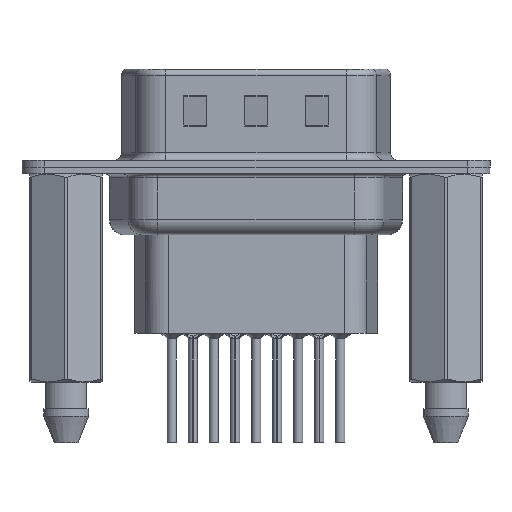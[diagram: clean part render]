
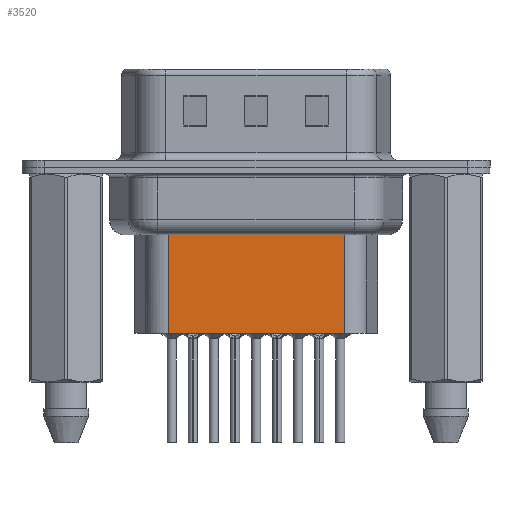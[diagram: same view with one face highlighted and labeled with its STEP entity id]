
A CAD part, front view. The second image highlights one B-rep face of the part: STEP entity #3520.
In plain terms, the highlighted planar face has unit normal (0, -1, 0).
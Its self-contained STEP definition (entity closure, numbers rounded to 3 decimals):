
#161 = DIRECTION ( 'NONE',  ( -1., 0., 0. ) ) ;
#266 = CARTESIAN_POINT ( 'NONE',  ( 18.294, -3.5, -3.1 ) ) ;
#666 = VECTOR ( 'NONE', #3395, 1000. ) ;
#1359 = VECTOR ( 'NONE', #19171, 1000. ) ;
#1410 = VERTEX_POINT ( 'NONE', #2564 ) ;
#2493 = CARTESIAN_POINT ( 'NONE',  ( 6.706, -3.5, -10.95 ) ) ;
#2564 = CARTESIAN_POINT ( 'NONE',  ( 6.706, -3.5, -4.097 ) ) ;
#2610 = VECTOR ( 'NONE', #7265, 1000. ) ;
#2873 = EDGE_CURVE ( 'NONE', #1410, #5132, #3828, .T. ) ;
#3395 = DIRECTION ( 'NONE',  ( 0., 0., -1. ) ) ;
#3505 = PLANE ( 'NONE',  #9507 ) ;
#3520 = ADVANCED_FACE ( 'NONE', ( #19463 ), #3505, .T. ) ;
#3828 = LINE ( 'NONE', #15571, #2610 ) ;
#4909 = DIRECTION ( 'NONE',  ( 0., -1., 0. ) ) ;
#5132 = VERTEX_POINT ( 'NONE', #2493 ) ;
#6104 = VECTOR ( 'NONE', #161, 1000. ) ;
#6346 = CARTESIAN_POINT ( 'NONE',  ( 6.706, -3.5, -10.95 ) ) ;
#6550 = EDGE_CURVE ( 'NONE', #13304, #1410, #9953, .T. ) ;
#7265 = DIRECTION ( 'NONE',  ( 0., 0., -1. ) ) ;
#7771 = EDGE_CURVE ( 'NONE', #13304, #15285, #15014, .T. ) ;
#8437 = EDGE_CURVE ( 'NONE', #15285, #5132, #14228, .T. ) ;
#8837 = ORIENTED_EDGE ( 'NONE', *, *, #8437, .F. ) ;
#9507 = AXIS2_PLACEMENT_3D ( 'NONE', #16550, #4909, #11479 ) ;
#9953 = LINE ( 'NONE', #14917, #6104 ) ;
#10540 = ORIENTED_EDGE ( 'NONE', *, *, #6550, .T. ) ;
#11479 = DIRECTION ( 'NONE',  ( 1., 0., 0. ) ) ;
#13304 = VERTEX_POINT ( 'NONE', #15414 ) ;
#13494 = ORIENTED_EDGE ( 'NONE', *, *, #7771, .F. ) ;
#14228 = LINE ( 'NONE', #6346, #1359 ) ;
#14418 = ORIENTED_EDGE ( 'NONE', *, *, #2873, .T. ) ;
#14917 = CARTESIAN_POINT ( 'NONE',  ( 6.459, -3.5, -4.097 ) ) ;
#15014 = LINE ( 'NONE', #266, #666 ) ;
#15285 = VERTEX_POINT ( 'NONE', #20178 ) ;
#15414 = CARTESIAN_POINT ( 'NONE',  ( 18.294, -3.5, -4.097 ) ) ;
#15571 = CARTESIAN_POINT ( 'NONE',  ( 6.706, -3.5, -3.1 ) ) ;
#15875 = EDGE_LOOP ( 'NONE', ( #13494, #10540, #14418, #8837 ) ) ;
#16550 = CARTESIAN_POINT ( 'NONE',  ( 6.706, -3.5, -3.1 ) ) ;
#19171 = DIRECTION ( 'NONE',  ( -1., 0., 0. ) ) ;
#19463 = FACE_OUTER_BOUND ( 'NONE', #15875, .T. ) ;
#20178 = CARTESIAN_POINT ( 'NONE',  ( 18.294, -3.5, -10.95 ) ) ;
